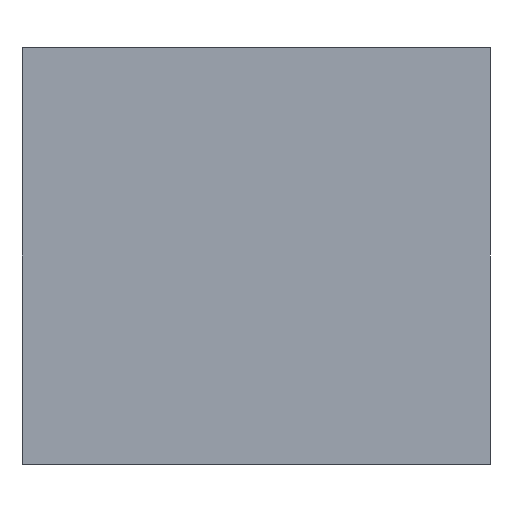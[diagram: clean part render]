
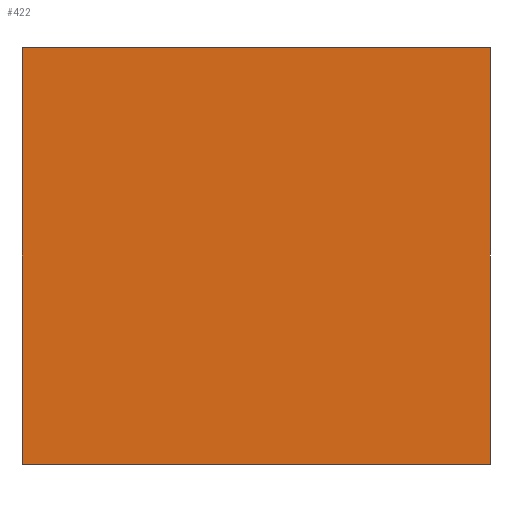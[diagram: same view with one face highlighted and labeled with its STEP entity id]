
A CAD part, left-side view. The second image highlights one B-rep face of the part: STEP entity #422.
In plain terms, the highlighted planar face has unit normal (-1, 0, 0).
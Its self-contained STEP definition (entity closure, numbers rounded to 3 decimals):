
#362=CARTESIAN_POINT('',(-15.25,0.,0.0));
#363=VERTEX_POINT('',#362);
#364=CARTESIAN_POINT('',(-15.25,0.,67.0));
#365=VERTEX_POINT('',#364);
#366=CARTESIAN_POINT('',(-15.25,0.,0.0));
#367=DIRECTION('',(0.0,0.0,1.0));
#368=VECTOR('',#367,67.0);
#369=LINE('',#366,#368);
#370=EDGE_CURVE('',#363,#365,#369,.T.);
#392=CARTESIAN_POINT('',(-15.25,0.,0.0));
#393=DIRECTION('',(-1.0,0.0,0.0));
#394=DIRECTION('',(0.0,0.0,1.0));
#395=AXIS2_PLACEMENT_3D('',#392,#393,#394);
#396=PLANE('',#395);
#397=CARTESIAN_POINT('',(-15.25,75.3,0.0));
#398=VERTEX_POINT('',#397);
#399=CARTESIAN_POINT('',(-15.25,75.3,67.0));
#400=VERTEX_POINT('',#399);
#401=CARTESIAN_POINT('',(-15.25,75.3,0.0));
#402=DIRECTION('',(0.0,0.0,1.0));
#403=VECTOR('',#402,67.0);
#404=LINE('',#401,#403);
#405=EDGE_CURVE('',#398,#400,#404,.T.);
#406=ORIENTED_EDGE('',*,*,#405,.F.);
#407=CARTESIAN_POINT('',(-15.25,0.,0.0));
#408=DIRECTION('',(0.0,1.0,0.0));
#409=VECTOR('',#408,75.3);
#410=LINE('',#407,#409);
#411=EDGE_CURVE('',#363,#398,#410,.T.);
#412=ORIENTED_EDGE('',*,*,#411,.F.);
#413=ORIENTED_EDGE('',*,*,#370,.T.);
#414=CARTESIAN_POINT('',(-15.25,0.,67.0));
#415=DIRECTION('',(0.0,1.0,0.0));
#416=VECTOR('',#415,75.3);
#417=LINE('',#414,#416);
#418=EDGE_CURVE('',#365,#400,#417,.T.);
#419=ORIENTED_EDGE('',*,*,#418,.T.);
#420=EDGE_LOOP('',(#406,#412,#413,#419));
#421=FACE_OUTER_BOUND('',#420,.T.);
#422=ADVANCED_FACE('',(#421),#396,.T.);
